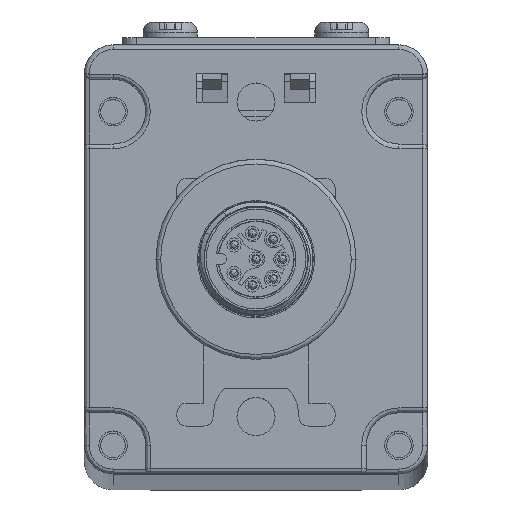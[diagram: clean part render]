
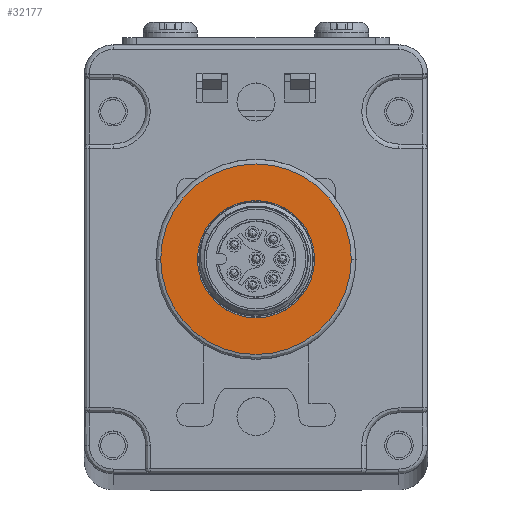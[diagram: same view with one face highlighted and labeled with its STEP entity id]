
A CAD part, top view. The second image highlights one B-rep face of the part: STEP entity #32177.
In plain terms, the highlighted planar face has unit normal (0, 0, 1).
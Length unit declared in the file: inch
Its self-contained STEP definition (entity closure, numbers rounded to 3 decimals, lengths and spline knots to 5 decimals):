
#11678=CARTESIAN_POINT('',(0.,0.88583,0.15748));
#11679=DIRECTION('',(0.,0.,1.));
#11680=DIRECTION('',(1.,0.,0.));
#11681=AXIS2_PLACEMENT_3D('',#11678,#11679,#11680);
#11693=CARTESIAN_POINT('',(0.,0.88583,0.15748));
#11694=DIRECTION('',(0.,0.,1.));
#11695=DIRECTION('',(1.,0.,0.));
#11696=AXIS2_PLACEMENT_3D('',#11693,#11694,#11695);
#11698=CARTESIAN_POINT('',(0.,0.88583,0.15748));
#11699=DIRECTION('',(0.,0.,1.));
#11700=DIRECTION('',(-1.,0.,0.));
#11701=AXIS2_PLACEMENT_3D('',#11698,#11699,#11700);
#11703=CARTESIAN_POINT('',(0.,0.88583,0.15748));
#11704=DIRECTION('',(0.,0.,1.));
#11705=DIRECTION('',(-1.,0.,0.));
#11706=AXIS2_PLACEMENT_3D('',#11703,#11704,#11705);
#15216=CARTESIAN_POINT('',(0.24213,0.88583,
0.15748));
#15217=CARTESIAN_POINT('',(-0.24213,0.88583,
0.15748));
#15218=VERTEX_POINT('',#15216);
#15219=VERTEX_POINT('',#15217);
#15500=CARTESIAN_POINT('',(0.3937,0.88583,
0.15748));
#15501=CARTESIAN_POINT('',(-0.3937,0.88583,
0.15748));
#15502=VERTEX_POINT('',#15500);
#15503=VERTEX_POINT('',#15501);
#32161=CARTESIAN_POINT('',(0.,0.,0.15748));
#32162=DIRECTION('',(0.,0.,1.));
#32163=DIRECTION('',(1.,0.,0.));
#32164=AXIS2_PLACEMENT_3D('',#32161,#32162,#32163);
#32165=PLANE('',#32164);
#32166=ORIENTED_EDGE('',*,*,#32151,.F.);
#32168=ORIENTED_EDGE('',*,*,#32167,.F.);
#32169=EDGE_LOOP('',(#32166,#32168));
#32170=FACE_OUTER_BOUND('',#32169,.F.);
#32172=ORIENTED_EDGE('',*,*,#32171,.T.);
#32174=ORIENTED_EDGE('',*,*,#32173,.T.);
#32175=EDGE_LOOP('',(#32172,#32174));
#32176=FACE_BOUND('',#32175,.F.);
#32177=ADVANCED_FACE('',(#32170,#32176),#32165,.T.);
#11682=CIRCLE('',#11681,0.3937);
#11697=CIRCLE('',#11696,0.24213);
#11702=CIRCLE('',#11701,0.24213);
#11707=CIRCLE('',#11706,0.3937);
#32151=EDGE_CURVE('',#15502,#15503,#11682,.T.);
#32167=EDGE_CURVE('',#15503,#15502,#11707,.T.);
#32171=EDGE_CURVE('',#15218,#15219,#11697,.T.);
#32173=EDGE_CURVE('',#15219,#15218,#11702,.T.);
